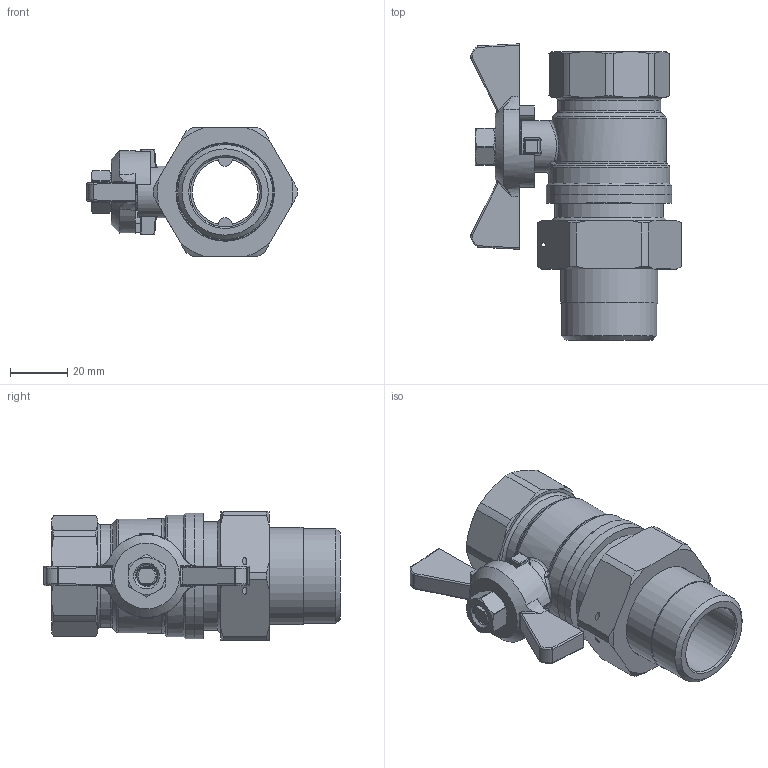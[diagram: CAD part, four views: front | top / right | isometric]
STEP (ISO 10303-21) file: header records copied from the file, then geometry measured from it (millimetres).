
FILE_DESCRIPTION(/* description */ ('Unknown'),/* implementation_level */ '2;1');
FILE_NAME(/* name */ '703-06',/* time_stamp */ '2022-06-20T10:26:59+02:00',/* author */ ('Unknown'),/* organization */ ('Unknown'),/* preprocessor_version */ 'ST-DEVELOPER v16.7',/* originating_system */ 'Solid Edge',/* authorisation */ 'Unknown');
FILE_SCHEMA (('AUTOMOTIVE_DESIGN {1 0 10303 214 3 1 1}'));
Length unit declared in the file: millimetre
Products named in the file (11): 703-66; 713-66 Einschraubteil; 713-66 Körper; VT05105004Q; VT07405104Q; Flügelgriff 1; VT120015-M8X7-1Q; 703-66 Verschraubung 1_郻M 1 1_4; 713-66 郻M 1 1_4; 703-66 Stütze; 713-66 Dichtung
Assembly tree (10 placements, depth 3):
  703-66
    713-66 Einschraubteil
    713-66 Körper
    VT05105004Q
    VT07405104Q
    Flügelgriff 1
    VT120015-M8X7-1Q
    703-66 Verschraubung 1_郻M 1 1_4
      713-66 郻M 1 1_4
      703-66 Stütze
      713-66 Dichtung
Bounding box: 73.74 x 103.8 x 45 mm (x, y, z)
Volume: 73745.5 mm3; surface area: 45214.6 mm2
Topology: 9 solids, 9 shells, 426 faces, 1132 edges, 734 vertices
Faces by surface type: cylinder 123, plane 111, bspline 102, cone 63, sphere 20, torus 7
Full cylindrical faces by diameter (mm): 1.5 x1, 6.8 x1, 9 x3, 10 x1, 10.5 x1, 11.5 x1, 12 x1, 12.376 x2, 18 x1, 22.5 x1, 23 x2, 24.5 x1, 25 x1, 30.291 x1, 32 x3, 33.249 x1, 34 x1, 34.5 x1, 36 x1, 36.376 x2, 38 x3, 38.5 x1, 38.952 x2, 39 x1, 41.91 x1, 42.5 x1, 44 x2
Entity records: 19138 total; most frequent: CARTESIAN_POINT 8299, ORIENTED_EDGE 2064, DIRECTION 1583, EDGE_CURVE 1032, VERTEX_POINT 706, AXIS2_PLACEMENT_3D 663, EDGE_LOOP 524, FACE_BOUND 524
